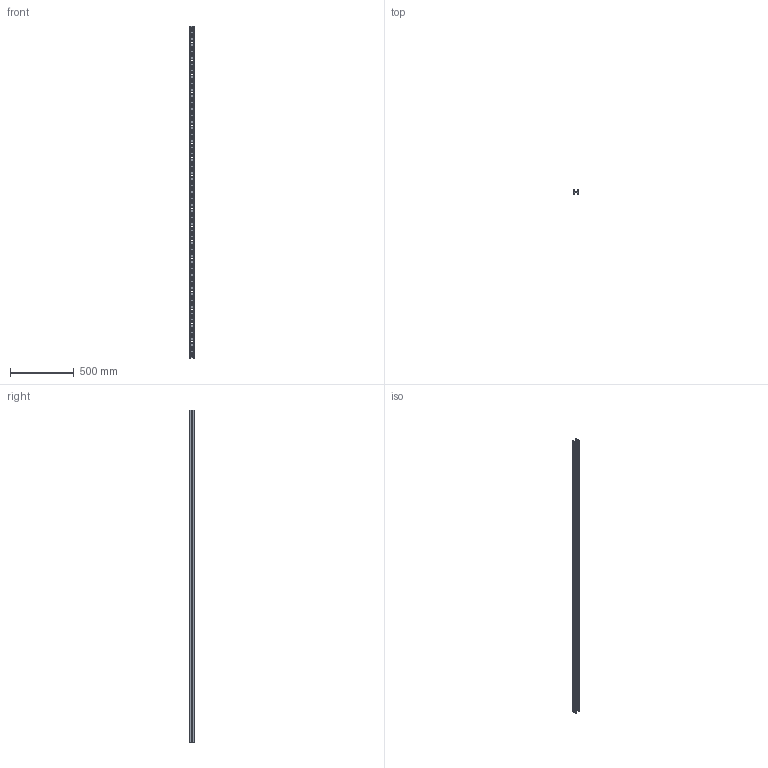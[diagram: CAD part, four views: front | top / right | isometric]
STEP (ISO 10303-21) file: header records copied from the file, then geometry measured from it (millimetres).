
FILE_DESCRIPTION (( 'STEP AP203' ), '1' );
FILE_NAME ('Äâîéíîé STRUT-ïðîôèëü_h21-L2600.step', '2022-01-25T10:05:36', ( '' ), ( '' ), 'SwSTEP 2.0', 'SolidWorks 2017', '' );
FILE_SCHEMA (( 'CONFIG_CONTROL_DESIGN' ));
Length unit declared in the file: millimetre
Products named in the file (2): Äâîéíîé STRUT-ïðîôèëü_h21-L2600; STRUT-镳铘桦黖h21-2600
Assembly tree (2 placements, depth 2):
  Äâîéíîé STRUT-ïðîôèëü_h21-L2600
    STRUT-镳铘桦黖h21-2600  x2
Bounding box: 41 x 42 x 2600 mm (x, y, z)
Volume: 948243.3 mm3; surface area: 1006023 mm2
Topology: 2 solids, 2 shells, 3664 faces, 10980 edges, 7320 vertices
Faces by surface type: plane 3444, cylinder 220
Entity records: 61070 total; most frequent: CARTESIAN_POINT 10987, ORIENTED_EDGE 10980, DIRECTION 9384, EDGE_CURVE 5490, VECTOR 5270, LINE 5270, VERTEX_POINT 3660, AXIS2_PLACEMENT_3D 2057
